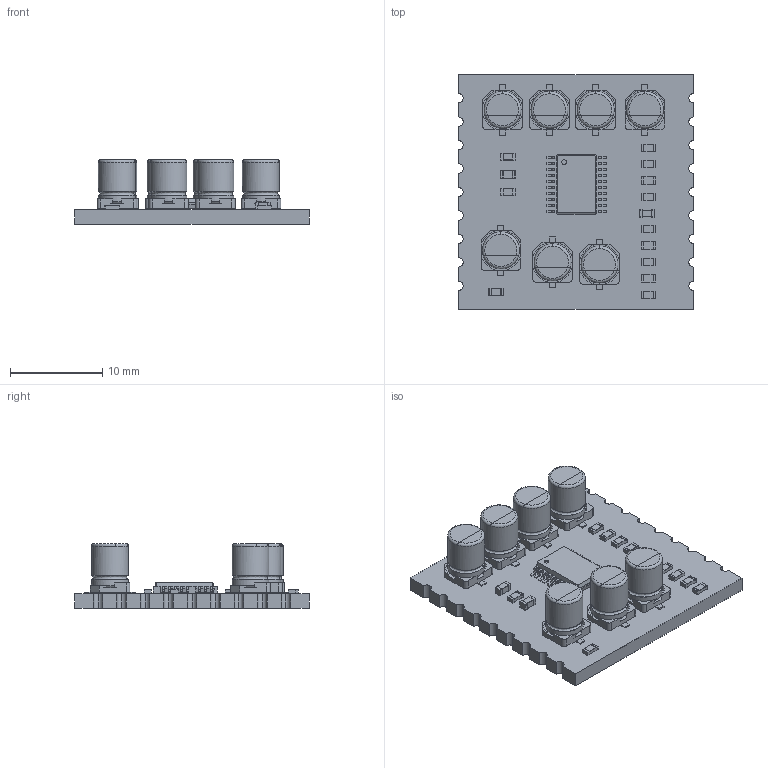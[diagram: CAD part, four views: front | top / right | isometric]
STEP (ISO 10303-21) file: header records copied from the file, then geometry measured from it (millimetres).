
FILE_DESCRIPTION(('FreeCAD Model'),'2;1');
FILE_NAME( 'CodecModule_sp.step', '2019-04-24T19:28:06',('kicad StepUp'),('ksu MCAD'), 'Open CASCADE STEP processor 7.2','FreeCAD','Unknown');
FILE_SCHEMA(('AUTOMOTIVE_DESIGN { 1 0 10303 214 1 1 1 1 }'));
Length unit declared in the file: millimetre
Products named in the file (1): CodecModule_sp
Bounding box: 25.4 x 25.4 x 7 mm (x, y, z)
Volume: 1541.2 mm3; surface area: 2458.2 mm2
Topology: 23 solids, 23 shells, 1044 faces, 2727 edges, 1743 vertices
Faces by surface type: plane 649, cylinder 302, bspline 58, torus 28, revolution 7
Full cylindrical faces by diameter (mm): 0.5 x1, 4 x14
Entity records: 39899 total; most frequent: CARTESIAN_POINT 6806, ORIENTED_EDGE 5454, DIRECTION 5280, EDGE_CURVE 2727, LINE 1979, VECTOR 1979, VERTEX_POINT 1743, AXIS2_PLACEMENT_3D 1647
